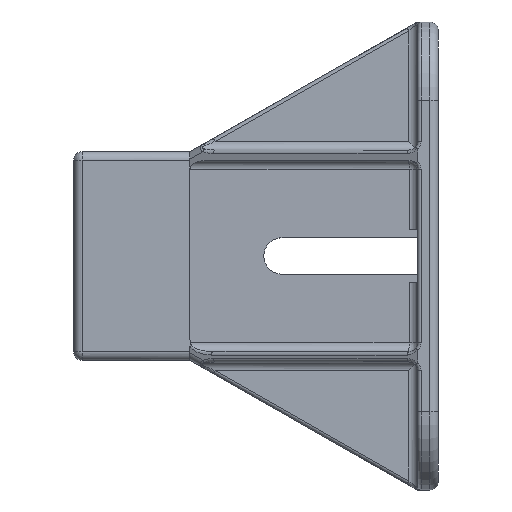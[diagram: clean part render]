
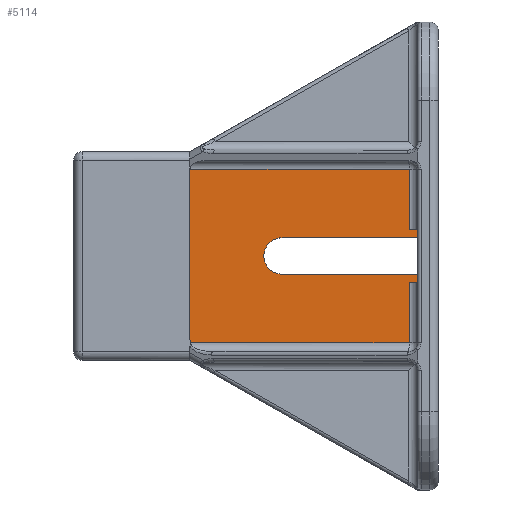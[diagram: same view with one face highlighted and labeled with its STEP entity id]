
A CAD part, left-side view. The second image highlights one B-rep face of the part: STEP entity #5114.
In plain terms, the highlighted planar face has unit normal (-1, 0.018, 0).
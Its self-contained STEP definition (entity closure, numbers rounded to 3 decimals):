
#91=ELLIPSE('',#5460,5.251,5.25);
#170=PLANE('',#5459);
#350=LINE('',#8154,#790);
#351=LINE('',#8156,#791);
#352=LINE('',#8158,#792);
#353=LINE('',#8160,#793);
#354=LINE('',#8162,#794);
#355=LINE('',#8164,#795);
#356=LINE('',#8168,#796);
#357=LINE('',#8170,#797);
#358=LINE('',#8172,#798);
#359=LINE('',#8174,#799);
#360=LINE('',#8175,#800);
#790=VECTOR('',#6166,49.081);
#791=VECTOR('',#6167,62.797);
#792=VECTOR('',#6168,17.5);
#793=VECTOR('',#6169,2.457);
#794=VECTOR('',#6170,2.25);
#795=VECTOR('',#6171,39.006);
#796=VECTOR('',#6174,39.006);
#797=VECTOR('',#6175,2.25);
#798=VECTOR('',#6176,2.457);
#799=VECTOR('',#6177,17.5);
#800=VECTOR('',#6178,63.053);
#1296=FACE_OUTER_BOUND('',#1602,.T.);
#1602=EDGE_LOOP('',(#3613,#3614,#3615,#3616,#3617,#3618,#3619,#3620,#3621,
#3622,#3623,#3624,#3625));
#2108=B_SPLINE_CURVE_WITH_KNOTS('',3,(#7650,#7651,#7652,#7653,#7654,#7655,
#7656,#7657),.UNSPECIFIED.,.F.,.F.,(4,2,2,4),(-0.066,-0.036,
0.,0.),.UNSPECIFIED.);
#2175=VERTEX_POINT('',#7637);
#2176=VERTEX_POINT('',#7648);
#2283=VERTEX_POINT('',#8058);
#2313=VERTEX_POINT('',#8155);
#2314=VERTEX_POINT('',#8157);
#2315=VERTEX_POINT('',#8159);
#2316=VERTEX_POINT('',#8161);
#2317=VERTEX_POINT('',#8163);
#2318=VERTEX_POINT('',#8165);
#2319=VERTEX_POINT('',#8167);
#2320=VERTEX_POINT('',#8169);
#2321=VERTEX_POINT('',#8171);
#2322=VERTEX_POINT('',#8173);
#2668=EDGE_CURVE('',#2175,#2176,#2108,.T.);
#2809=EDGE_CURVE('',#2283,#2175,#350,.T.);
#2810=EDGE_CURVE('',#2176,#2313,#351,.T.);
#2811=EDGE_CURVE('',#2313,#2314,#352,.T.);
#2812=EDGE_CURVE('',#2314,#2315,#353,.T.);
#2813=EDGE_CURVE('',#2316,#2315,#354,.T.);
#2814=EDGE_CURVE('',#2316,#2317,#355,.T.);
#2815=EDGE_CURVE('',#2317,#2318,#91,.T.);
#2816=EDGE_CURVE('',#2318,#2319,#356,.T.);
#2817=EDGE_CURVE('',#2320,#2319,#357,.T.);
#2818=EDGE_CURVE('',#2320,#2321,#358,.T.);
#2819=EDGE_CURVE('',#2321,#2322,#359,.T.);
#2820=EDGE_CURVE('',#2322,#2283,#360,.T.);
#3613=ORIENTED_EDGE('',*,*,#2809,.T.);
#3614=ORIENTED_EDGE('',*,*,#2668,.T.);
#3615=ORIENTED_EDGE('',*,*,#2810,.T.);
#3616=ORIENTED_EDGE('',*,*,#2811,.T.);
#3617=ORIENTED_EDGE('',*,*,#2812,.T.);
#3618=ORIENTED_EDGE('',*,*,#2813,.F.);
#3619=ORIENTED_EDGE('',*,*,#2814,.T.);
#3620=ORIENTED_EDGE('',*,*,#2815,.T.);
#3621=ORIENTED_EDGE('',*,*,#2816,.T.);
#3622=ORIENTED_EDGE('',*,*,#2817,.F.);
#3623=ORIENTED_EDGE('',*,*,#2818,.T.);
#3624=ORIENTED_EDGE('',*,*,#2819,.T.);
#3625=ORIENTED_EDGE('',*,*,#2820,.T.);
#5114=ADVANCED_FACE('',(#1296),#170,.T.);
#5459=AXIS2_PLACEMENT_3D('',#8153,#6164,#6165);
#5460=AXIS2_PLACEMENT_3D('',#8166,#6172,#6173);
#6164=DIRECTION('center_axis',(-1.,0.017,0.));
#6165=DIRECTION('ref_axis',(-0.017,-1.,0.));
#6166=DIRECTION('',(0.,0.,-1.));
#6167=DIRECTION('',(-0.017,-1.,0.));
#6168=DIRECTION('',(0.,0.,1.));
#6169=DIRECTION('',(-0.017,-1.,0.));
#6170=DIRECTION('',(0.,0.,-1.));
#6171=DIRECTION('',(0.017,1.,0.));
#6172=DIRECTION('center_axis',(1.,-0.017,0.));
#6173=DIRECTION('ref_axis',(0.017,1.,0.));
#6174=DIRECTION('',(-0.017,-1.,0.));
#6175=DIRECTION('',(0.,0.,-1.));
#6176=DIRECTION('',(0.017,1.,0.));
#6177=DIRECTION('',(0.,0.,1.));
#6178=DIRECTION('',(0.017,1.,0.));
#7637=CARTESIAN_POINT('',(-30.,71.5,-24.081));
#7648=CARTESIAN_POINT('',(-30.004,71.244,-25.));
#7650=CARTESIAN_POINT('Ctrl Pts',(-30.,71.5,-24.081));
#7651=CARTESIAN_POINT('Ctrl Pts',(-30.,71.5,-24.242));
#7652=CARTESIAN_POINT('Ctrl Pts',(-30.,71.48,-24.403));
#7653=CARTESIAN_POINT('Ctrl Pts',(-30.002,71.386,-24.751));
#7654=CARTESIAN_POINT('Ctrl Pts',(-30.003,71.311,-24.895));
#7655=CARTESIAN_POINT('Ctrl Pts',(-30.004,71.245,-24.998));
#7656=CARTESIAN_POINT('Ctrl Pts',(-30.004,71.245,-24.999));
#7657=CARTESIAN_POINT('Ctrl Pts',(-30.004,71.244,-25.));
#8058=CARTESIAN_POINT('',(-30.,71.5,25.));
#8153=CARTESIAN_POINT('Origin',(-30.,71.5,30.));
#8154=CARTESIAN_POINT('',(-30.,71.5,30.));
#8155=CARTESIAN_POINT('',(-31.1,8.456,-25.));
#8156=CARTESIAN_POINT('',(-30.,71.5,-25.));
#8157=CARTESIAN_POINT('',(-31.1,8.456,-7.5));
#8158=CARTESIAN_POINT('',(-31.1,8.456,-7.5));
#8159=CARTESIAN_POINT('',(-31.143,6.,-7.5));
#8160=CARTESIAN_POINT('',(-29.419,104.796,-7.5));
#8161=CARTESIAN_POINT('',(-31.143,6.,-5.25));
#8162=CARTESIAN_POINT('',(-31.143,6.,30.));
#8163=CARTESIAN_POINT('',(-30.463,45.,-5.25));
#8164=CARTESIAN_POINT('',(-30.,71.5,-5.25));
#8165=CARTESIAN_POINT('',(-30.463,45.,5.25));
#8166=CARTESIAN_POINT('Origin',(-30.463,45.,0.));
#8167=CARTESIAN_POINT('',(-31.143,6.,5.25));
#8168=CARTESIAN_POINT('',(-30.,71.5,5.25));
#8169=CARTESIAN_POINT('',(-31.143,6.,7.5));
#8170=CARTESIAN_POINT('',(-31.143,6.,-7.5));
#8171=CARTESIAN_POINT('',(-31.1,8.456,7.5));
#8172=CARTESIAN_POINT('',(-29.416,104.971,7.5));
#8173=CARTESIAN_POINT('',(-31.1,8.456,25.));
#8174=CARTESIAN_POINT('',(-31.1,8.456,27.5));
#8175=CARTESIAN_POINT('',(-30.,71.5,25.));
